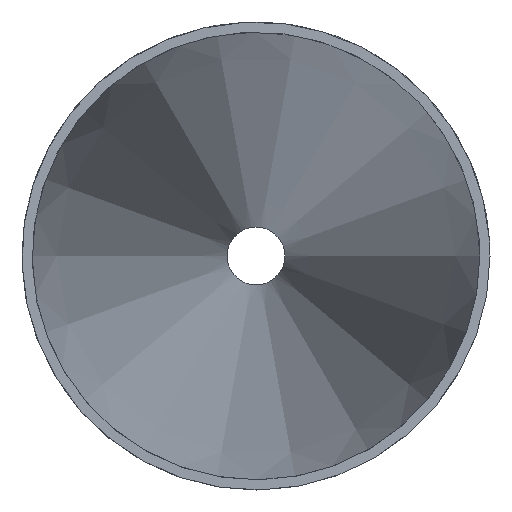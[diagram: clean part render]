
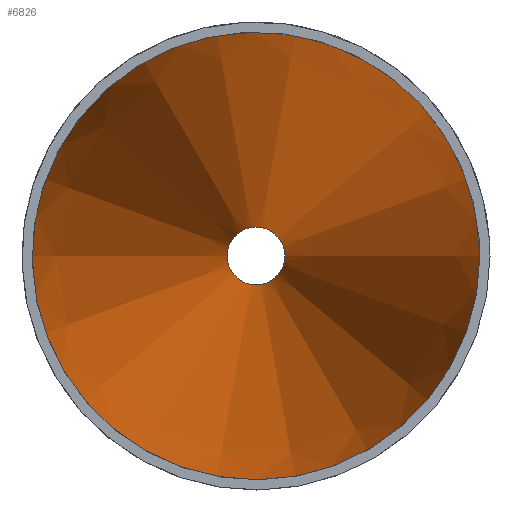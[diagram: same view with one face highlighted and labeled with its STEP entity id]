
A CAD part, left-side view. The second image highlights one B-rep face of the part: STEP entity #6826.
In plain terms, the highlighted conical face has half-angle 7.125 degrees and reference radius 26.924 mm.
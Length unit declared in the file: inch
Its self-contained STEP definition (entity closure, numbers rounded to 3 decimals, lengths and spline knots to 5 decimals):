
#93=FACE_BOUND('',#1219,.T.);
#803=FACE_OUTER_BOUND('',#1218,.T.);
#1218=EDGE_LOOP('',(#6384));
#1219=EDGE_LOOP('',(#6385));
#2259=CIRCLE('',#7147,0.185);
#2262=CIRCLE('',#7153,1.435);
#3337=VERTEX_POINT('',#15325);
#3340=VERTEX_POINT('',#15334);
#4353=EDGE_CURVE('',#3337,#3337,#2259,.T.);
#4356=EDGE_CURVE('',#3340,#3340,#2262,.T.);
#6384=ORIENTED_EDGE('',*,*,#4353,.T.);
#6385=ORIENTED_EDGE('',*,*,#4356,.F.);
#6423=CONICAL_SURFACE('',#7158,1.06,7.125);
#6826=ADVANCED_FACE('',(#803,#93),#6423,.F.);
#7147=AXIS2_PLACEMENT_3D('',#15326,#8254,#8255);
#7153=AXIS2_PLACEMENT_3D('',#15335,#8266,#8267);
#7158=AXIS2_PLACEMENT_3D('',#15342,#8276,#8277);
#8254=DIRECTION('center_axis',(1.,0.,0.));
#8255=DIRECTION('ref_axis',(0.,-1.,0.));
#8266=DIRECTION('center_axis',(1.,0.,0.));
#8267=DIRECTION('ref_axis',(0.,-1.,0.));
#8276=DIRECTION('center_axis',(-1.,0.,0.));
#8277=DIRECTION('ref_axis',(0.,-1.,0.));
#15325=CARTESIAN_POINT('',(10.,-0.185,0.));
#15326=CARTESIAN_POINT('Origin',(10.,0.,0.));
#15334=CARTESIAN_POINT('',(0.,-1.435,0.));
#15335=CARTESIAN_POINT('Origin',(0.,0.,0.));
#15342=CARTESIAN_POINT('Origin',(3.,0.,0.));
